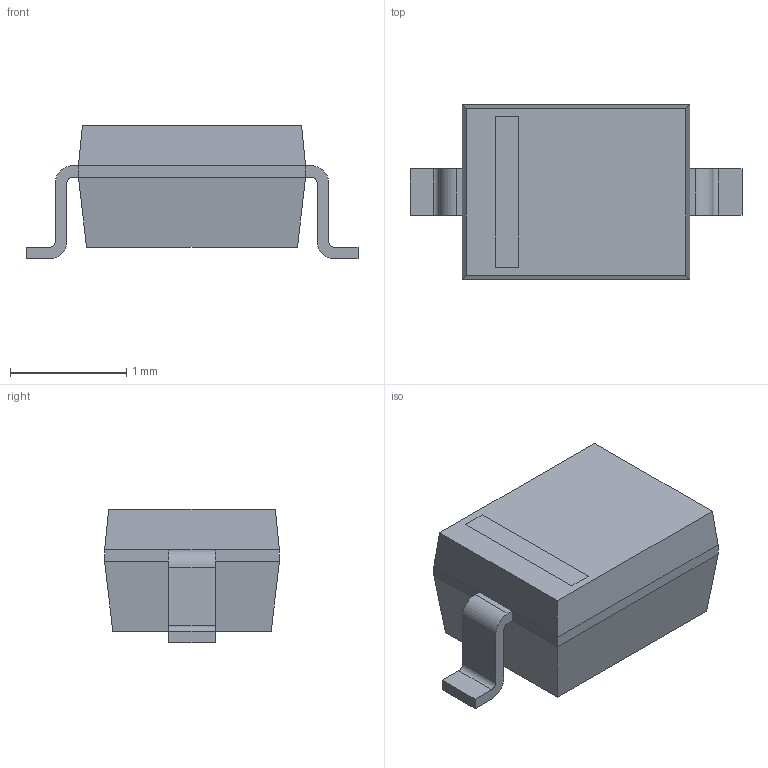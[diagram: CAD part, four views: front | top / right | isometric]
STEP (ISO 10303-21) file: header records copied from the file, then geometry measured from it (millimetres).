
FILE_DESCRIPTION((''),'2;1');
FILE_NAME('SOD2713X115N.stp','2013-12-16T11:04:12',(''),(''),'Mechanical Desktop 2011','Mechanical Desktop 2011',', , ');
FILE_SCHEMA(('AUTOMOTIVE_DESIGN { 1 2 10303 214 1 1 1 1 }'));
Length unit declared in the file: millimetre
Products named in the file (1): Product
Bounding box: 2.85 x 1.5 x 1.15 mm (x, y, z)
Volume: 3 mm3; surface area: 27 mm2
Topology: 6 solids, 6 shells, 57 faces, 132 edges, 88 vertices
Faces by surface type: plane 29, bspline 24, cylinder 4
Entity records: 1701 total; most frequent: CARTESIAN_POINT 406, ORIENTED_EDGE 264, DIRECTION 216, EDGE_CURVE 132, VECTOR 116, LINE 116, VERTEX_POINT 88, EDGE_LOOP 58
